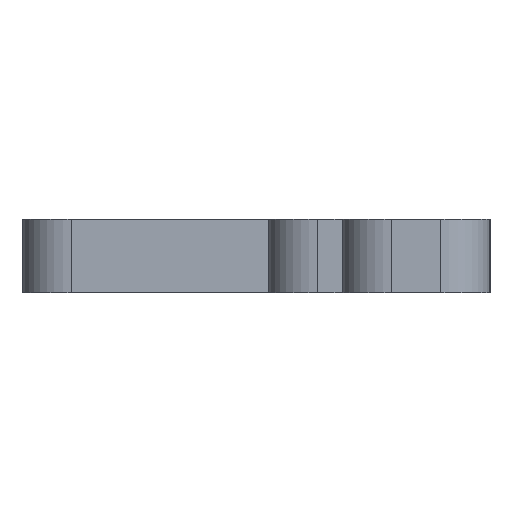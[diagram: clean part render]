
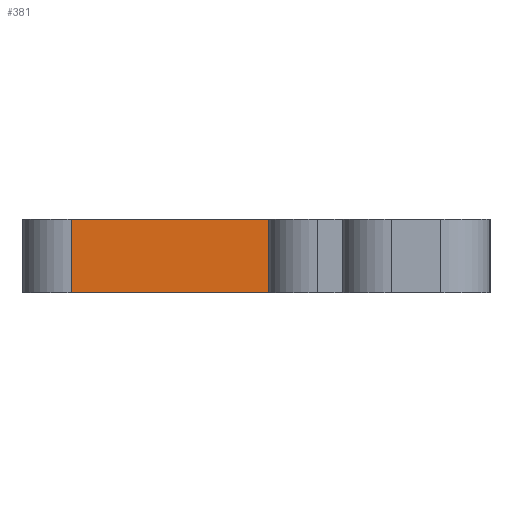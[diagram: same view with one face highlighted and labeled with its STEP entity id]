
A CAD part, left-side view. The second image highlights one B-rep face of the part: STEP entity #381.
In plain terms, the highlighted planar face has unit normal (-1, 0, 0).
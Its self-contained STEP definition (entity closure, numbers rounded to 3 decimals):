
#19 = DIRECTION ( 'NONE',  ( 0., 0., -1. ) ) ;
#30 = EDGE_LOOP ( 'NONE', ( #436, #282, #50, #586 ) ) ;
#50 = ORIENTED_EDGE ( 'NONE', *, *, #795, .F. ) ;
#62 = LINE ( 'NONE', #486, #396 ) ;
#140 = VECTOR ( 'NONE', #476, 1000. ) ;
#235 = CARTESIAN_POINT ( 'NONE',  ( 32.295, 16.238, 3. ) ) ;
#251 = PLANE ( 'NONE',  #336 ) ;
#282 = ORIENTED_EDGE ( 'NONE', *, *, #654, .T. ) ;
#291 = CARTESIAN_POINT ( 'NONE',  ( 32.295, 8.238, 3. ) ) ;
#312 = CARTESIAN_POINT ( 'NONE',  ( 32.295, 8.238, 0. ) ) ;
#320 = DIRECTION ( 'NONE',  ( -1., 0., 0. ) ) ;
#336 = AXIS2_PLACEMENT_3D ( 'NONE', #692, #320, #774 ) ;
#342 = FACE_OUTER_BOUND ( 'NONE', #30, .T. ) ;
#350 = CARTESIAN_POINT ( 'NONE',  ( 32.295, 0., 0. ) ) ;
#351 = CARTESIAN_POINT ( 'NONE',  ( 32.295, 16.238, 0. ) ) ;
#369 = VERTEX_POINT ( 'NONE', #312 ) ;
#370 = VERTEX_POINT ( 'NONE', #235 ) ;
#379 = DIRECTION ( 'NONE',  ( 0., 1., 0. ) ) ;
#381 = ADVANCED_FACE ( 'NONE', ( #342 ), #251, .T. ) ;
#396 = VECTOR ( 'NONE', #19, 1000. ) ;
#436 = ORIENTED_EDGE ( 'NONE', *, *, #472, .T. ) ;
#472 = EDGE_CURVE ( 'NONE', #603, #370, #588, .T. ) ;
#476 = DIRECTION ( 'NONE',  ( 0., 0., -1. ) ) ;
#486 = CARTESIAN_POINT ( 'NONE',  ( 32.295, 16.238, 3. ) ) ;
#586 = ORIENTED_EDGE ( 'NONE', *, *, #788, .F. ) ;
#588 = LINE ( 'NONE', #632, #734 ) ;
#603 = VERTEX_POINT ( 'NONE', #817 ) ;
#610 = DIRECTION ( 'NONE',  ( 0., 1., 0. ) ) ;
#631 = LINE ( 'NONE', #291, #140 ) ;
#632 = CARTESIAN_POINT ( 'NONE',  ( 32.295, 0., 3. ) ) ;
#649 = VECTOR ( 'NONE', #610, 1000. ) ;
#654 = EDGE_CURVE ( 'NONE', #370, #711, #62, .T. ) ;
#692 = CARTESIAN_POINT ( 'NONE',  ( 32.295, 0., 3. ) ) ;
#711 = VERTEX_POINT ( 'NONE', #351 ) ;
#734 = VECTOR ( 'NONE', #379, 1000. ) ;
#774 = DIRECTION ( 'NONE',  ( 0., 0., 1. ) ) ;
#788 = EDGE_CURVE ( 'NONE', #603, #369, #631, .T. ) ;
#795 = EDGE_CURVE ( 'NONE', #369, #711, #798, .T. ) ;
#798 = LINE ( 'NONE', #350, #649 ) ;
#817 = CARTESIAN_POINT ( 'NONE',  ( 32.295, 8.238, 3. ) ) ;
